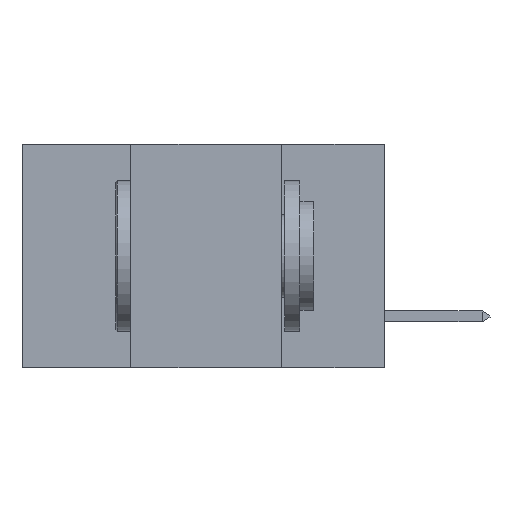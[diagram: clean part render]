
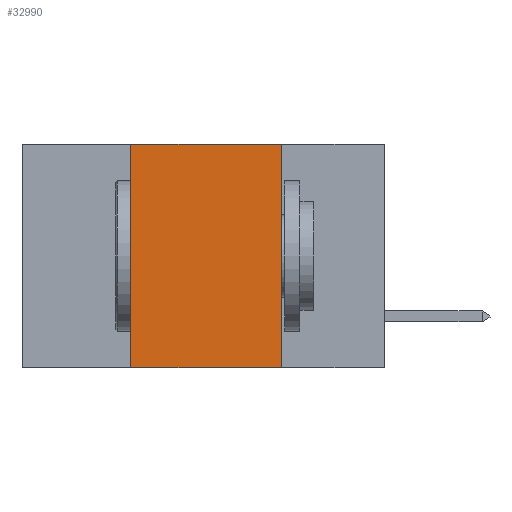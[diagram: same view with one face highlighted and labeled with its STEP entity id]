
A CAD part, left-side view. The second image highlights one B-rep face of the part: STEP entity #32990.
In plain terms, the highlighted planar face has unit normal (-1, 0, 0).
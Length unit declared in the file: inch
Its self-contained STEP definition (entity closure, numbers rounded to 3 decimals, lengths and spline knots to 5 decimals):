
#189 = LINE ( 'NONE', #4139, #7309 ) ;
#839 = DIRECTION ( 'NONE',  ( 0., 0., -1. ) ) ;
#1671 = VECTOR ( 'NONE', #26738, 39.37008 ) ;
#2228 = LINE ( 'NONE', #21162, #33079 ) ;
#2296 = EDGE_LOOP ( 'NONE', ( #5813, #25429, #34556, #12988 ) ) ;
#2712 = EDGE_CURVE ( 'NONE', #8167, #8498, #27819, .T. ) ;
#3232 = EDGE_CURVE ( 'NONE', #8167, #16672, #189, .T. ) ;
#4069 = DIRECTION ( 'NONE',  ( 0., 0., 1. ) ) ;
#4139 = CARTESIAN_POINT ( 'NONE',  ( 0., 0.42, 0. ) ) ;
#5813 = ORIENTED_EDGE ( 'NONE', *, *, #23057, .F. ) ;
#7295 = VERTEX_POINT ( 'NONE', #19525 ) ;
#7309 = VECTOR ( 'NONE', #4069, 39.37008 ) ;
#8167 = VERTEX_POINT ( 'NONE', #29208 ) ;
#8498 = VERTEX_POINT ( 'NONE', #18781 ) ;
#9713 = PLANE ( 'NONE',  #15763 ) ;
#11149 = EDGE_CURVE ( 'NONE', #16672, #7295, #2228, .T. ) ;
#12018 = VECTOR ( 'NONE', #14242, 39.37008 ) ;
#12988 = ORIENTED_EDGE ( 'NONE', *, *, #2712, .T. ) ;
#14242 = DIRECTION ( 'NONE',  ( 0., -1., 0. ) ) ;
#14284 = CARTESIAN_POINT ( 'NONE',  ( 0., 0.6, -0.37 ) ) ;
#15763 = AXIS2_PLACEMENT_3D ( 'NONE', #36649, #18762, #839 ) ;
#16672 = VERTEX_POINT ( 'NONE', #38553 ) ;
#17499 = FACE_OUTER_BOUND ( 'NONE', #2296, .T. ) ;
#17716 = CARTESIAN_POINT ( 'NONE',  ( 0., 0.17, 0. ) ) ;
#18762 = DIRECTION ( 'NONE',  ( 1., 0., 0. ) ) ;
#18781 = CARTESIAN_POINT ( 'NONE',  ( 0., 0.17, -0.37 ) ) ;
#19525 = CARTESIAN_POINT ( 'NONE',  ( 0., 0.17, 0. ) ) ;
#21162 = CARTESIAN_POINT ( 'NONE',  ( 0., 0.6, 0. ) ) ;
#23057 = EDGE_CURVE ( 'NONE', #7295, #8498, #33470, .T. ) ;
#24178 = DIRECTION ( 'NONE',  ( 0., -1., 0. ) ) ;
#25429 = ORIENTED_EDGE ( 'NONE', *, *, #11149, .F. ) ;
#26738 = DIRECTION ( 'NONE',  ( 0., 0., -1. ) ) ;
#27819 = LINE ( 'NONE', #14284, #12018 ) ;
#29208 = CARTESIAN_POINT ( 'NONE',  ( 0., 0.42, -0.37 ) ) ;
#32990 = ADVANCED_FACE ( 'NONE', ( #17499 ), #9713, .F. ) ;
#33079 = VECTOR ( 'NONE', #24178, 39.37008 ) ;
#33470 = LINE ( 'NONE', #17716, #1671 ) ;
#34556 = ORIENTED_EDGE ( 'NONE', *, *, #3232, .F. ) ;
#36649 = CARTESIAN_POINT ( 'NONE',  ( 0., 0.6, 0. ) ) ;
#38553 = CARTESIAN_POINT ( 'NONE',  ( 0., 0.42, 0. ) ) ;
